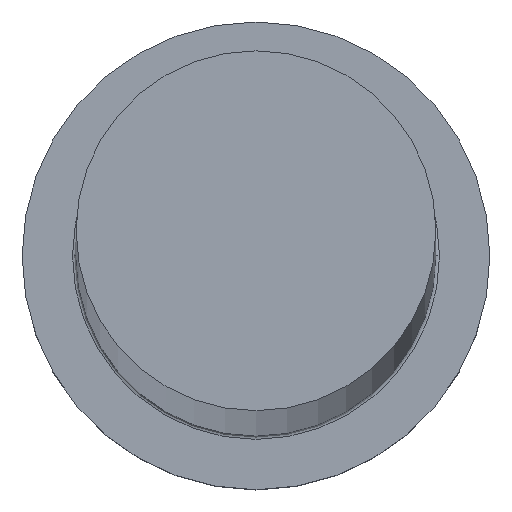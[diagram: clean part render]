
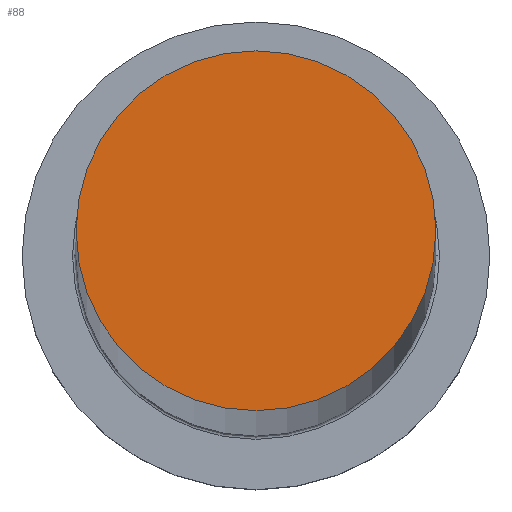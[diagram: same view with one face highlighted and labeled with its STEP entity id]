
A CAD part, top view. The second image highlights one B-rep face of the part: STEP entity #88.
In plain terms, the highlighted planar face has unit normal (0, 0, 1).
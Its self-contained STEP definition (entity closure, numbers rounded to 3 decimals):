
#4 = AXIS2_PLACEMENT_3D ( 'NONE', #163, #6, #26 ) ;
#6 = DIRECTION ( 'NONE',  ( 0., 0., 1. ) ) ;
#11 = VERTEX_POINT ( 'NONE', #133 ) ;
#14 = ORIENTED_EDGE ( 'NONE', *, *, #167, .T. ) ;
#16 = DIRECTION ( 'NONE',  ( 1., 0., 0. ) ) ;
#17 = AXIS2_PLACEMENT_3D ( 'NONE', #249, #224, #16 ) ;
#26 = DIRECTION ( 'NONE',  ( 1., 0., 0. ) ) ;
#42 = CIRCLE ( 'NONE', #4, 10. ) ;
#43 = DIRECTION ( 'NONE',  ( 0., 0., 1. ) ) ;
#63 = PLANE ( 'NONE',  #17 ) ;
#84 = EDGE_LOOP ( 'NONE', ( #217, #14 ) ) ;
#88 = ADVANCED_FACE ( 'NONE', ( #275 ), #63, .T. ) ;
#133 = CARTESIAN_POINT ( 'NONE',  ( -10., 0., 808. ) ) ;
#163 = CARTESIAN_POINT ( 'NONE',  ( 0., 0., 808. ) ) ;
#167 = EDGE_CURVE ( 'NONE', #222, #11, #42, .T. ) ;
#178 = CARTESIAN_POINT ( 'NONE',  ( 0., 0., 808. ) ) ;
#217 = ORIENTED_EDGE ( 'NONE', *, *, #282, .T. ) ;
#222 = VERTEX_POINT ( 'NONE', #289 ) ;
#224 = DIRECTION ( 'NONE',  ( 0., 0., 1. ) ) ;
#231 = DIRECTION ( 'NONE',  ( 1., 0., 0. ) ) ;
#249 = CARTESIAN_POINT ( 'NONE',  ( 0., 0., 808. ) ) ;
#251 = CIRCLE ( 'NONE', #262, 10. ) ;
#262 = AXIS2_PLACEMENT_3D ( 'NONE', #178, #43, #231 ) ;
#275 = FACE_OUTER_BOUND ( 'NONE', #84, .T. ) ;
#282 = EDGE_CURVE ( 'NONE', #11, #222, #251, .T. ) ;
#289 = CARTESIAN_POINT ( 'NONE',  ( 10., 0., 808. ) ) ;
